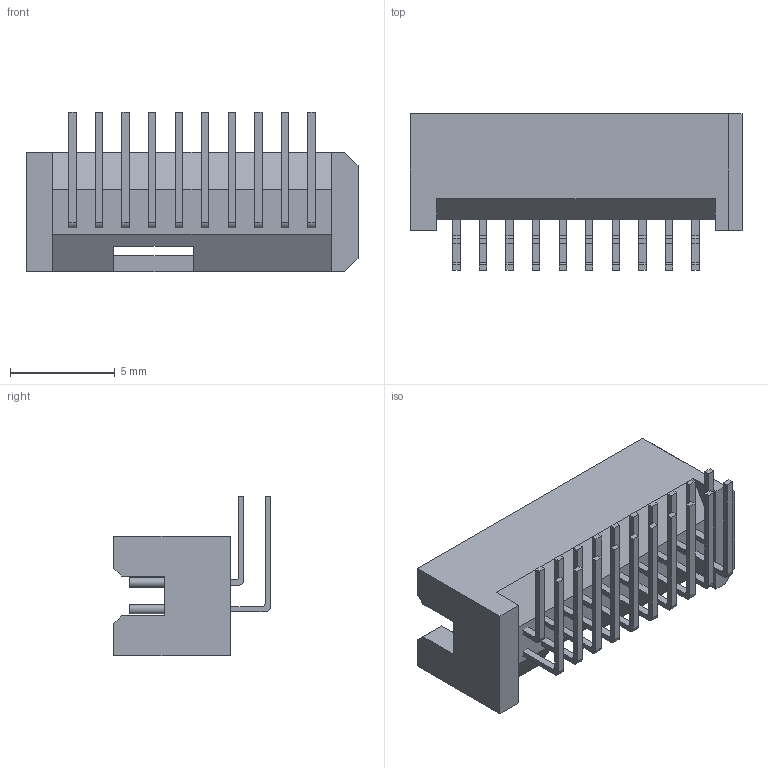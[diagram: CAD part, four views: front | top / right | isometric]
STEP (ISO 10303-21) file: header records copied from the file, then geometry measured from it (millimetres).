
FILE_DESCRIPTION( ( 'STEP AP214' ), ' ' );
FILE_NAME( 'TFML-110-01-S-D-RA.stp', '2017-04-16T04:38:50', ( '' ), ( '' ), ' ', 'PARTsolutions', ' ' );
FILE_SCHEMA( ( 'AUTOMOTIVE_DESIGN { 1 0 10303 214 1 1 1 1 }' ) );
Length unit declared in the file: inch
Products named in the file (3): TFML-110-01-S-D-RA; _TFML-110-01-L-D-RA_terminal; _TFML-110-01-L-D-RA_pins
Assembly tree (2 placements, depth 2):
  TFML-110-01-S-D-RA
    _TFML-110-01-L-D-RA_terminal
    _TFML-110-01-L-D-RA_pins
Bounding box: 15.88 x 7.49 x 7.62 mm (x, y, z)
Volume: 255.6 mm3; surface area: 854.9 mm2
Topology: 2 solids, 2 shells, 271 faces, 698 edges, 469 vertices
Faces by surface type: plane 211, cylinder 60
Full cylindrical faces by diameter (mm): 0.457 x20
Entity records: 10146 total; most frequent: CARTESIAN_POINT 1381, DIRECTION 1326, ORIENTED_EDGE 1316, EDGE_CURVE 658, LINE 538, VECTOR 538, VERTEX_POINT 449, AXIS2_PLACEMENT_3D 394
